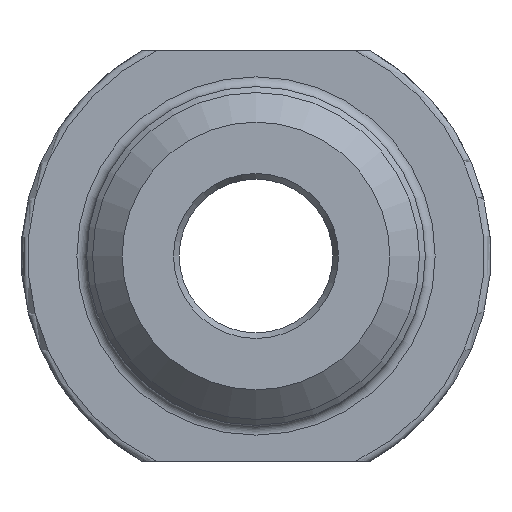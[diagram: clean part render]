
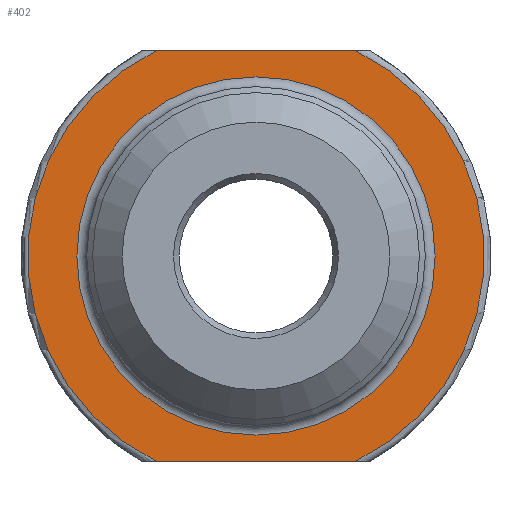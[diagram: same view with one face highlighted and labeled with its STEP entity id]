
A CAD part, left-side view. The second image highlights one B-rep face of the part: STEP entity #402.
In plain terms, the highlighted planar face has unit normal (-1, 0, 0).
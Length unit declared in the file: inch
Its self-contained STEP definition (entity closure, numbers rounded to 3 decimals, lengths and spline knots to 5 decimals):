
#15=LINE('',#678,#23);
#21=LINE('',#769,#29);
#23=VECTOR('',#542,0.3937);
#29=VECTOR('',#550,0.3937);
#50=PLANE('',#474);
#70=FACE_BOUND('',#143,.T.);
#101=FACE_OUTER_BOUND('',#142,.T.);
#142=EDGE_LOOP('',(#345,#346,#347,#348));
#143=EDGE_LOOP('',(#349));
#185=CIRCLE('',#467,0.695);
#188=CIRCLE('',#471,0.695);
#189=CIRCLE('',#475,0.5455);
#210=VERTEX_POINT('',#663);
#212=VERTEX_POINT('',#677);
#223=VERTEX_POINT('',#755);
#224=VERTEX_POINT('',#768);
#227=VERTEX_POINT('',#802);
#249=EDGE_CURVE('',#212,#210,#15,.T.);
#261=EDGE_CURVE('',#224,#223,#21,.T.);
#269=EDGE_CURVE('',#212,#223,#185,.T.);
#272=EDGE_CURVE('',#224,#210,#188,.T.);
#273=EDGE_CURVE('',#227,#227,#189,.T.);
#345=ORIENTED_EDGE('',*,*,#249,.T.);
#346=ORIENTED_EDGE('',*,*,#272,.F.);
#347=ORIENTED_EDGE('',*,*,#261,.T.);
#348=ORIENTED_EDGE('',*,*,#269,.F.);
#349=ORIENTED_EDGE('',*,*,#273,.F.);
#402=ADVANCED_FACE('',(#101,#70),#50,.T.);
#467=AXIS2_PLACEMENT_3D('',#794,#570,#571);
#471=AXIS2_PLACEMENT_3D('',#798,#578,#579);
#474=AXIS2_PLACEMENT_3D('',#801,#584,#585);
#475=AXIS2_PLACEMENT_3D('',#803,#586,#587);
#542=DIRECTION('',(0.,1.,0.));
#550=DIRECTION('',(0.,-1.,0.));
#570=DIRECTION('center_axis',(1.,0.,0.));
#571=DIRECTION('ref_axis',(0.,-1.,0.));
#578=DIRECTION('center_axis',(1.,0.,0.));
#579=DIRECTION('ref_axis',(0.,-1.,0.));
#584=DIRECTION('center_axis',(-1.,0.,0.));
#585=DIRECTION('ref_axis',(0.,0.,1.));
#586=DIRECTION('center_axis',(-1.,0.,0.));
#587=DIRECTION('ref_axis',(0.,-1.,0.));
#663=CARTESIAN_POINT('',(0.,0.30397,0.625));
#677=CARTESIAN_POINT('',(0.,-0.30397,0.625));
#678=CARTESIAN_POINT('',(0.,0.13399,0.625));
#755=CARTESIAN_POINT('',(0.,-0.30397,-0.625));
#768=CARTESIAN_POINT('',(0.,0.30397,-0.625));
#769=CARTESIAN_POINT('',(0.,0.48126,-0.625));
#794=CARTESIAN_POINT('Origin',(0.,0.,0.));
#798=CARTESIAN_POINT('Origin',(0.,0.,0.));
#801=CARTESIAN_POINT('Origin',(0.,0.61525,0.));
#802=CARTESIAN_POINT('',(0.,0.5455,0.));
#803=CARTESIAN_POINT('Origin',(0.,0.,0.));
